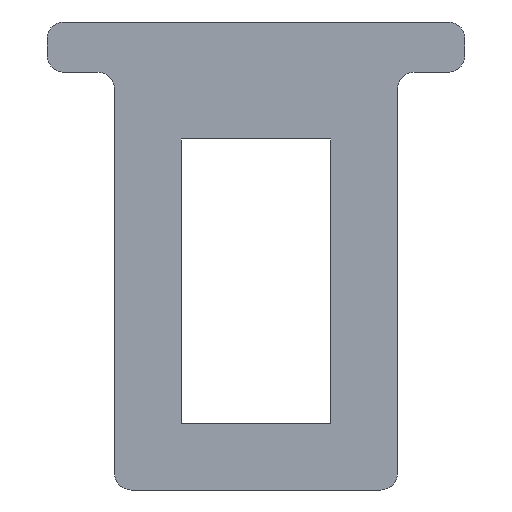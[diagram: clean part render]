
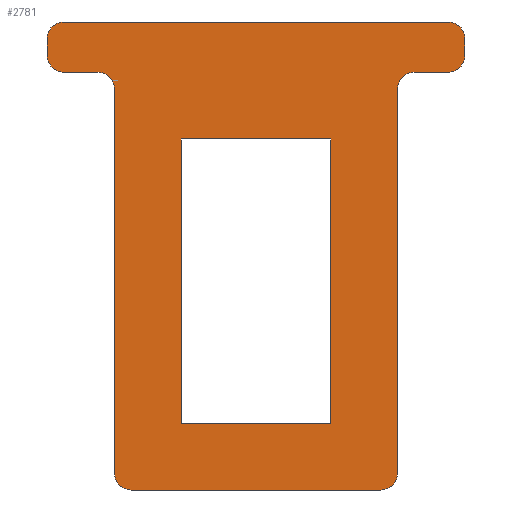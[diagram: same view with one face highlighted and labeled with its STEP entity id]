
A CAD part, front view. The second image highlights one B-rep face of the part: STEP entity #2781.
In plain terms, the highlighted planar face has unit normal (0, -1, 0).
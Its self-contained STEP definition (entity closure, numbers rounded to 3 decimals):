
#189=FACE_BOUND('',#591,.T.);
#277=PLANE('',#2913);
#426=FACE_OUTER_BOUND('',#590,.T.);
#590=EDGE_LOOP('',(#2605,#2606,#2607,#2608,#2609,#2610,#2611,#2612,#2613,
#2614,#2615,#2616,#2617,#2618,#2619,#2620));
#591=EDGE_LOOP('',(#2621,#2622,#2623,#2624));
#594=LINE('',#3429,#871);
#662=LINE('',#3768,#939);
#667=LINE('',#3782,#944);
#673=LINE('',#3797,#950);
#675=LINE('',#3803,#952);
#859=LINE('',#4901,#1136);
#862=LINE('',#4907,#1139);
#864=LINE('',#4910,#1141);
#865=LINE('',#4912,#1142);
#866=LINE('',#4914,#1143);
#867=LINE('',#4916,#1144);
#868=LINE('',#4918,#1145);
#871=VECTOR('',#2926,10.);
#939=VECTOR('',#3020,10.);
#944=VECTOR('',#3035,10.);
#950=VECTOR('',#3051,10.);
#952=VECTOR('',#3059,10.);
#1136=VECTOR('',#3391,10.);
#1139=VECTOR('',#3396,10.);
#1141=VECTOR('',#3400,10.);
#1142=VECTOR('',#3403,10.);
#1143=VECTOR('',#3406,10.);
#1144=VECTOR('',#3409,10.);
#1145=VECTOR('',#3412,10.);
#1146=CIRCLE('',#2803,2.);
#1149=CIRCLE('',#2808,2.);
#1156=CIRCLE('',#2817,2.);
#1157=CIRCLE('',#2820,2.);
#1158=CIRCLE('',#2822,2.);
#1159=CIRCLE('',#2825,2.);
#1160=CIRCLE('',#2827,2.);
#1161=CIRCLE('',#2830,2.);
#1162=VERTEX_POINT('',#3419);
#1163=VERTEX_POINT('',#3420);
#1166=VERTEX_POINT('',#3428);
#1169=VERTEX_POINT('',#3436);
#1274=VERTEX_POINT('',#3761);
#1275=VERTEX_POINT('',#3763);
#1276=VERTEX_POINT('',#3767);
#1277=VERTEX_POINT('',#3771);
#1278=VERTEX_POINT('',#3775);
#1279=VERTEX_POINT('',#3777);
#1280=VERTEX_POINT('',#3781);
#1281=VERTEX_POINT('',#3785);
#1282=VERTEX_POINT('',#3789);
#1283=VERTEX_POINT('',#3791);
#1284=VERTEX_POINT('',#3795);
#1285=VERTEX_POINT('',#3799);
#1424=VERTEX_POINT('',#4898);
#1425=VERTEX_POINT('',#4900);
#1426=VERTEX_POINT('',#4904);
#1427=VERTEX_POINT('',#4906);
#1428=EDGE_CURVE('',#1162,#1163,#1146,.T.);
#1432=EDGE_CURVE('',#1166,#1163,#594,.T.);
#1436=EDGE_CURVE('',#1166,#1169,#1149,.T.);
#1544=EDGE_CURVE('',#1274,#1275,#1156,.T.);
#1546=EDGE_CURVE('',#1276,#1275,#662,.T.);
#1548=EDGE_CURVE('',#1276,#1277,#1157,.T.);
#1551=EDGE_CURVE('',#1278,#1279,#1158,.T.);
#1553=EDGE_CURVE('',#1279,#1280,#667,.T.);
#1555=EDGE_CURVE('',#1280,#1281,#1159,.T.);
#1558=EDGE_CURVE('',#1282,#1283,#1160,.T.);
#1561=EDGE_CURVE('',#1284,#1282,#673,.T.);
#1563=EDGE_CURVE('',#1285,#1284,#1161,.T.);
#1564=EDGE_CURVE('',#1281,#1285,#675,.T.);
#1817=EDGE_CURVE('',#1425,#1424,#859,.T.);
#1820=EDGE_CURVE('',#1427,#1426,#862,.T.);
#1822=EDGE_CURVE('',#1426,#1425,#864,.T.);
#1823=EDGE_CURVE('',#1424,#1427,#865,.T.);
#1824=EDGE_CURVE('',#1274,#1169,#866,.T.);
#1825=EDGE_CURVE('',#1283,#1162,#867,.T.);
#1826=EDGE_CURVE('',#1277,#1278,#868,.T.);
#2605=ORIENTED_EDGE('',*,*,#1436,.F.);
#2606=ORIENTED_EDGE('',*,*,#1432,.T.);
#2607=ORIENTED_EDGE('',*,*,#1428,.F.);
#2608=ORIENTED_EDGE('',*,*,#1825,.F.);
#2609=ORIENTED_EDGE('',*,*,#1558,.F.);
#2610=ORIENTED_EDGE('',*,*,#1561,.F.);
#2611=ORIENTED_EDGE('',*,*,#1563,.F.);
#2612=ORIENTED_EDGE('',*,*,#1564,.F.);
#2613=ORIENTED_EDGE('',*,*,#1555,.F.);
#2614=ORIENTED_EDGE('',*,*,#1553,.F.);
#2615=ORIENTED_EDGE('',*,*,#1551,.F.);
#2616=ORIENTED_EDGE('',*,*,#1826,.F.);
#2617=ORIENTED_EDGE('',*,*,#1548,.F.);
#2618=ORIENTED_EDGE('',*,*,#1546,.T.);
#2619=ORIENTED_EDGE('',*,*,#1544,.F.);
#2620=ORIENTED_EDGE('',*,*,#1824,.T.);
#2621=ORIENTED_EDGE('',*,*,#1822,.T.);
#2622=ORIENTED_EDGE('',*,*,#1817,.T.);
#2623=ORIENTED_EDGE('',*,*,#1823,.T.);
#2624=ORIENTED_EDGE('',*,*,#1820,.T.);
#2781=ADVANCED_FACE('',(#426,#189),#277,.T.);
#2803=AXIS2_PLACEMENT_3D('',#3421,#2918,#2919);
#2808=AXIS2_PLACEMENT_3D('',#3437,#2933,#2934);
#2817=AXIS2_PLACEMENT_3D('',#3764,#3015,#3016);
#2820=AXIS2_PLACEMENT_3D('',#3772,#3024,#3025);
#2822=AXIS2_PLACEMENT_3D('',#3778,#3030,#3031);
#2825=AXIS2_PLACEMENT_3D('',#3786,#3039,#3040);
#2827=AXIS2_PLACEMENT_3D('',#3792,#3045,#3046);
#2830=AXIS2_PLACEMENT_3D('',#3801,#3055,#3056);
#2913=AXIS2_PLACEMENT_3D('',#4920,#3415,#3416);
#2918=DIRECTION('center_axis',(0.,-1.,0.));
#2919=DIRECTION('ref_axis',(-0.707,0.,0.707));
#2926=DIRECTION('',(0.,0.,1.));
#2933=DIRECTION('center_axis',(0.,1.,0.));
#2934=DIRECTION('ref_axis',(0.707,0.,-0.707));
#3015=DIRECTION('center_axis',(0.,1.,0.));
#3016=DIRECTION('ref_axis',(-0.707,0.,-0.707));
#3020=DIRECTION('',(0.,0.,-1.));
#3024=DIRECTION('center_axis',(0.,-1.,0.));
#3025=DIRECTION('ref_axis',(0.707,0.,0.707));
#3030=DIRECTION('center_axis',(0.,1.,0.));
#3031=DIRECTION('ref_axis',(-0.707,0.,-0.707));
#3035=DIRECTION('',(0.,0.,1.));
#3039=DIRECTION('center_axis',(0.,1.,0.));
#3040=DIRECTION('ref_axis',(-0.707,0.,0.707));
#3045=DIRECTION('center_axis',(0.,1.,0.));
#3046=DIRECTION('ref_axis',(0.707,0.,-0.707));
#3051=DIRECTION('',(0.,0.,-1.));
#3055=DIRECTION('center_axis',(0.,1.,0.));
#3056=DIRECTION('ref_axis',(0.707,0.,0.707));
#3059=DIRECTION('',(1.,0.,0.));
#3391=DIRECTION('',(0.,0.,1.));
#3396=DIRECTION('',(0.,0.,-1.));
#3400=DIRECTION('',(-1.,0.,0.));
#3403=DIRECTION('',(1.,0.,0.));
#3406=DIRECTION('',(1.,0.,0.));
#3409=DIRECTION('',(-1.,0.,0.));
#3412=DIRECTION('',(-1.,0.,0.));
#3415=DIRECTION('center_axis',(0.,-1.,0.));
#3416=DIRECTION('ref_axis',(0.,0.,-1.));
#3419=CARTESIAN_POINT('',(18.92,0.,25.));
#3420=CARTESIAN_POINT('',(16.92,0.,23.));
#3421=CARTESIAN_POINT('Origin',(18.92,0.,23.));
#3428=CARTESIAN_POINT('',(16.92,0.,-23.));
#3429=CARTESIAN_POINT('',(16.92,0.,-25.));
#3436=CARTESIAN_POINT('',(14.92,0.,-25.));
#3437=CARTESIAN_POINT('Origin',(14.92,0.,-23.));
#3761=CARTESIAN_POINT('',(-14.92,0.,-25.));
#3763=CARTESIAN_POINT('',(-16.92,0.,-23.));
#3764=CARTESIAN_POINT('Origin',(-14.92,0.,-23.));
#3767=CARTESIAN_POINT('',(-16.92,0.,23.));
#3768=CARTESIAN_POINT('',(-16.92,0.,25.));
#3771=CARTESIAN_POINT('',(-18.92,0.,25.));
#3772=CARTESIAN_POINT('Origin',(-18.92,0.,23.));
#3775=CARTESIAN_POINT('',(-23.,0.,25.));
#3777=CARTESIAN_POINT('',(-25.,0.,27.));
#3778=CARTESIAN_POINT('Origin',(-23.,0.,27.));
#3781=CARTESIAN_POINT('',(-25.,0.,29.));
#3782=CARTESIAN_POINT('',(-25.,0.,25.));
#3785=CARTESIAN_POINT('',(-23.,0.,31.));
#3786=CARTESIAN_POINT('Origin',(-23.,0.,29.));
#3789=CARTESIAN_POINT('',(25.,0.,27.));
#3791=CARTESIAN_POINT('',(23.,0.,25.));
#3792=CARTESIAN_POINT('Origin',(23.,0.,27.));
#3795=CARTESIAN_POINT('',(25.,0.,29.));
#3797=CARTESIAN_POINT('',(25.,0.,31.));
#3799=CARTESIAN_POINT('',(23.,0.,31.));
#3801=CARTESIAN_POINT('Origin',(23.,0.,29.));
#3803=CARTESIAN_POINT('',(-25.,0.,31.));
#4898=CARTESIAN_POINT('',(-8.92,0.,17.));
#4900=CARTESIAN_POINT('',(-8.92,0.,-17.));
#4901=CARTESIAN_POINT('',(-8.92,0.,5.5));
#4904=CARTESIAN_POINT('',(8.92,0.,-17.));
#4906=CARTESIAN_POINT('',(8.92,0.,17.));
#4907=CARTESIAN_POINT('',(8.92,0.,22.5));
#4910=CARTESIAN_POINT('',(4.46,0.,-17.));
#4912=CARTESIAN_POINT('',(-4.46,0.,17.));
#4914=CARTESIAN_POINT('',(-16.92,0.,-25.));
#4916=CARTESIAN_POINT('',(25.,0.,25.));
#4918=CARTESIAN_POINT('',(25.,0.,25.));
#4920=CARTESIAN_POINT('Origin',(0.,0.,28.));
